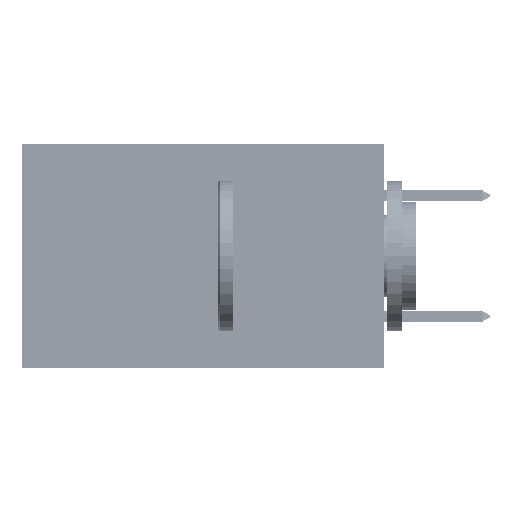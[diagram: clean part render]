
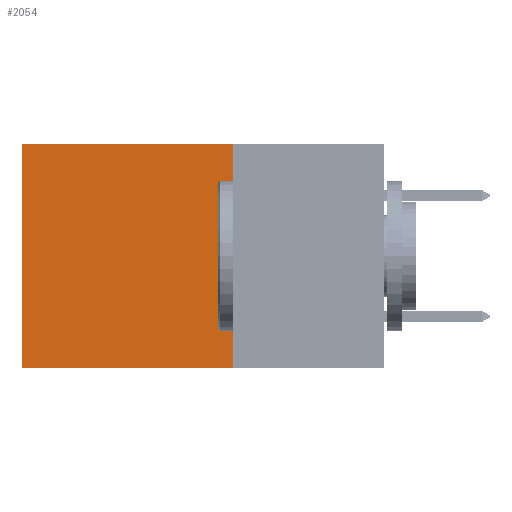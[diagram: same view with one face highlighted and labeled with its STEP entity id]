
A CAD part, left-side view. The second image highlights one B-rep face of the part: STEP entity #2054.
In plain terms, the highlighted planar face has unit normal (-1, 0, 0).
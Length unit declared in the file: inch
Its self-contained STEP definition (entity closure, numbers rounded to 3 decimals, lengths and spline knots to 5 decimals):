
#2054 = ADVANCED_FACE ( 'NONE', ( #25328 ), #22170, .F. ) ;
#4165 = EDGE_CURVE ( 'NONE', #25978, #44250, #38363, .T. ) ;
#6873 = CARTESIAN_POINT ( 'NONE',  ( 0.2875, 0.6, 0. ) ) ;
#11148 = DIRECTION ( 'NONE',  ( 1., 0., 0. ) ) ;
#14365 = DIRECTION ( 'NONE',  ( 0., 0., -1. ) ) ;
#14728 = VECTOR ( 'NONE', #26795, 39.37008 ) ;
#14880 = CARTESIAN_POINT ( 'NONE',  ( 0.2875, 0.25, 0. ) ) ;
#15423 = LINE ( 'NONE', #32065, #32743 ) ;
#16913 = AXIS2_PLACEMENT_3D ( 'NONE', #14880, #11148, #40774 ) ;
#17030 = ORIENTED_EDGE ( 'NONE', *, *, #17151, .T. ) ;
#17151 = EDGE_CURVE ( 'NONE', #23075, #43266, #15423, .T. ) ;
#22170 = PLANE ( 'NONE',  #16913 ) ;
#23075 = VERTEX_POINT ( 'NONE', #26289 ) ;
#25328 = FACE_OUTER_BOUND ( 'NONE', #36673, .T. ) ;
#25758 = CARTESIAN_POINT ( 'NONE',  ( 0.2875, 0.6, -0.37 ) ) ;
#25978 = VERTEX_POINT ( 'NONE', #32452 ) ;
#26154 = CARTESIAN_POINT ( 'NONE',  ( 0.2875, 0.25, 0. ) ) ;
#26289 = CARTESIAN_POINT ( 'NONE',  ( 0.2875, 0.25, 0. ) ) ;
#26795 = DIRECTION ( 'NONE',  ( 0., 1., 0. ) ) ;
#27574 = ORIENTED_EDGE ( 'NONE', *, *, #43420, .F. ) ;
#28141 = DIRECTION ( 'NONE',  ( 0., 1., 0. ) ) ;
#28744 = CARTESIAN_POINT ( 'NONE',  ( 0.2875, 0.6, 0. ) ) ;
#29441 = VECTOR ( 'NONE', #44519, 39.37008 ) ;
#30015 = VECTOR ( 'NONE', #14365, 39.37008 ) ;
#32065 = CARTESIAN_POINT ( 'NONE',  ( 0.2875, 0.25, 0. ) ) ;
#32452 = CARTESIAN_POINT ( 'NONE',  ( 0.2875, 0.25, -0.37 ) ) ;
#32743 = VECTOR ( 'NONE', #28141, 39.37008 ) ;
#36673 = EDGE_LOOP ( 'NONE', ( #47713, #38641, #27574, #17030 ) ) ;
#38363 = LINE ( 'NONE', #41882, #14728 ) ;
#38641 = ORIENTED_EDGE ( 'NONE', *, *, #4165, .F. ) ;
#40774 = DIRECTION ( 'NONE',  ( 0., 0., -1. ) ) ;
#41245 = EDGE_CURVE ( 'NONE', #43266, #44250, #45078, .T. ) ;
#41665 = LINE ( 'NONE', #26154, #29441 ) ;
#41882 = CARTESIAN_POINT ( 'NONE',  ( 0.2875, 0.25, -0.37 ) ) ;
#43266 = VERTEX_POINT ( 'NONE', #28744 ) ;
#43420 = EDGE_CURVE ( 'NONE', #23075, #25978, #41665, .T. ) ;
#44250 = VERTEX_POINT ( 'NONE', #25758 ) ;
#44519 = DIRECTION ( 'NONE',  ( 0., 0., -1. ) ) ;
#45078 = LINE ( 'NONE', #6873, #30015 ) ;
#47713 = ORIENTED_EDGE ( 'NONE', *, *, #41245, .T. ) ;
